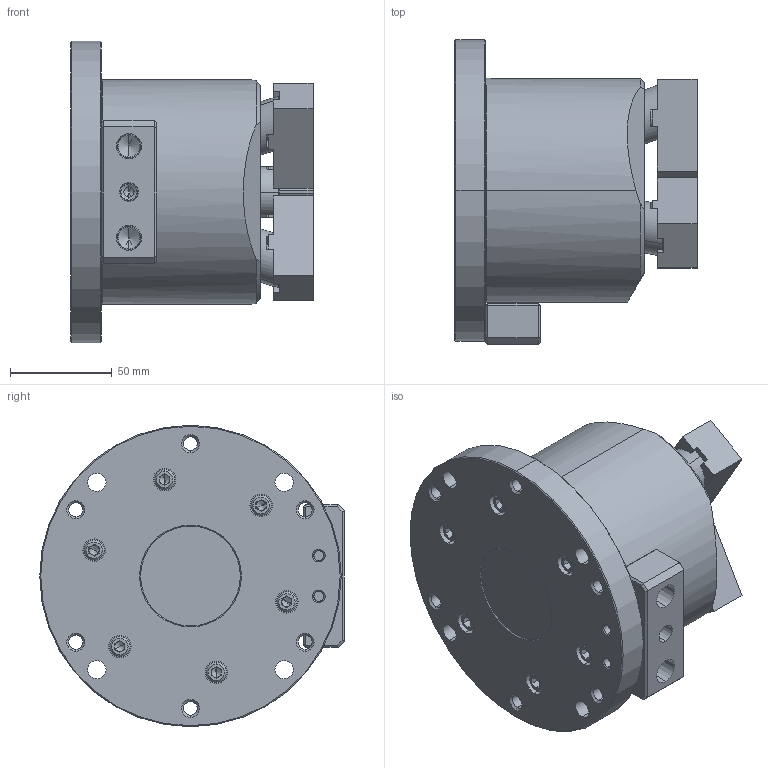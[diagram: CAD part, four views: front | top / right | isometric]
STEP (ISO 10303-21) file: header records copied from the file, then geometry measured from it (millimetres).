
FILE_DESCRIPTION (( 'STEP AP203' ), '1' );
FILE_NAME ('CF-SD-304.STEP', '2017-12-19T03:51:56', ( 'temp' ), ( '' ), 'SwSTEP 2.0', 'SolidWorks 2016', '' );
FILE_SCHEMA (( 'CONFIG_CONTROL_DESIGN' ));
Length unit declared in the file: millimetre
Products named in the file (12): 3D-04-03000-1; 3D-04-07000-1_2刻字; SU-308-07000; M3x8錐平頭螺絲_ISO 10642 - M3 x 8 --- 8N; SD-304-03000; M6x18; M10x20; M6x30; SD-304-01000; CF-SD-304; SD-304-02000; SU-304-05000
Assembly tree (25 placements, depth 2):
  CF-SD-304
    SD-304-01000
    SD-304-02000
    SU-304-05000
    3D-04-03000-1  x3
    3D-04-07000-1_2刻字  x3
    SU-308-07000
    SD-304-03000
    M10x20  x3
    M3x8錐平頭螺絲_ISO 10642 - M3 x 8 --- 8N  x3
    M6x18  x6
    M6x30  x2
Bounding box: 118.92 x 149.5 x 148 mm (x, y, z)
Volume: 928890.6 mm3; surface area: 182693.8 mm2
Topology: 25 solids, 25 shells, 850 faces, 2016 edges, 1205 vertices
Faces by surface type: plane 386, cylinder 235, cone 215, torus 14
Entity records: 15788 total; most frequent: CARTESIAN_POINT 2624, DIRECTION 2599, ORIENTED_EDGE 2240, EDGE_CURVE 1120, AXIS2_PLACEMENT_3D 1016, VERTEX_POINT 693, EDGE_LOOP 597, LINE 567
